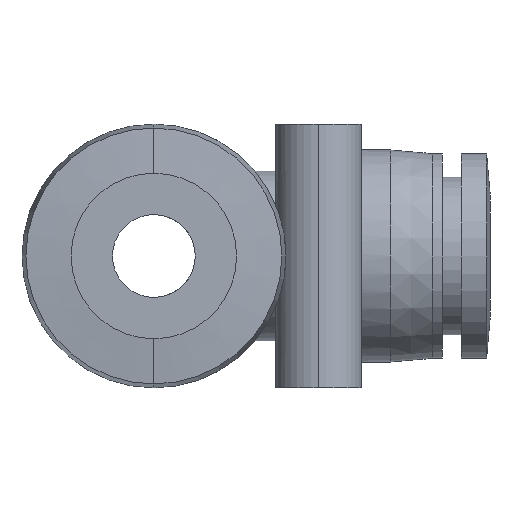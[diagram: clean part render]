
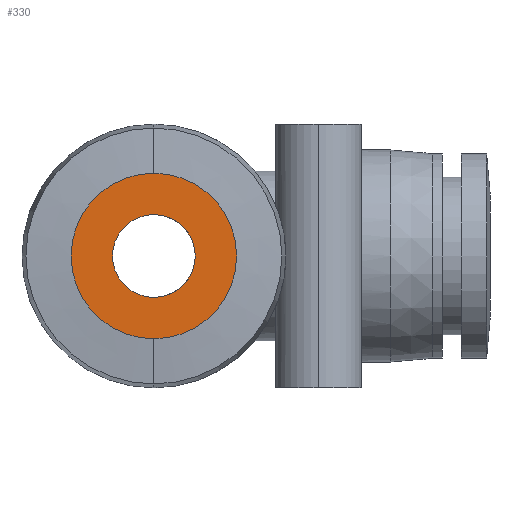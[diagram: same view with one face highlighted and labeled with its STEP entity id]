
A CAD part, left-side view. The second image highlights one B-rep face of the part: STEP entity #330.
In plain terms, the highlighted planar face has unit normal (-1, 0, 0).
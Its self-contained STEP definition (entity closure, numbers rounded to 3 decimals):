
#17 = CARTESIAN_POINT ( 'NONE',  ( -6.7, 0., 0. ) ) ;
#106 = AXIS2_PLACEMENT_3D ( 'NONE', #2295, #934, #2528 ) ;
#260 = DIRECTION ( 'NONE',  ( 0., 0., 1. ) ) ;
#273 = VERTEX_POINT ( 'NONE', #921 ) ;
#330 = ADVANCED_FACE ( 'NONE', ( #1651, #1951 ), #709, .T. ) ;
#427 = DIRECTION ( 'NONE',  ( 0., 0., 1. ) ) ;
#428 = CIRCLE ( 'NONE', #2913, 4. ) ;
#456 = CARTESIAN_POINT ( 'NONE',  ( -6.7, 0., -4. ) ) ;
#473 = ORIENTED_EDGE ( 'NONE', *, *, #1334, .F. ) ;
#622 = DIRECTION ( 'NONE',  ( 0., 0., 1. ) ) ;
#645 = DIRECTION ( 'NONE',  ( 0., 0., 1. ) ) ;
#651 = DIRECTION ( 'NONE',  ( -1., 0., 0. ) ) ;
#709 = PLANE ( 'NONE',  #1844 ) ;
#732 = CARTESIAN_POINT ( 'NONE',  ( -6.7, 0., 0. ) ) ;
#765 = DIRECTION ( 'NONE',  ( -1., 0., 0. ) ) ;
#820 = CARTESIAN_POINT ( 'NONE',  ( -6.7, 0., 0. ) ) ;
#844 = ORIENTED_EDGE ( 'NONE', *, *, #1277, .F. ) ;
#921 = CARTESIAN_POINT ( 'NONE',  ( -6.7, 0., -8. ) ) ;
#927 = VERTEX_POINT ( 'NONE', #456 ) ;
#934 = DIRECTION ( 'NONE',  ( -1., 0., 0. ) ) ;
#939 = CARTESIAN_POINT ( 'NONE',  ( -6.7, 0., 8. ) ) ;
#944 = CARTESIAN_POINT ( 'NONE',  ( -6.7, 0., 4. ) ) ;
#948 = AXIS2_PLACEMENT_3D ( 'NONE', #1627, #1614, #427 ) ;
#1031 = VERTEX_POINT ( 'NONE', #939 ) ;
#1277 = EDGE_CURVE ( 'NONE', #2557, #927, #428, .T. ) ;
#1287 = CIRCLE ( 'NONE', #106, 8. ) ;
#1334 = EDGE_CURVE ( 'NONE', #927, #2557, #1444, .T. ) ;
#1406 = CIRCLE ( 'NONE', #1999, 8. ) ;
#1444 = CIRCLE ( 'NONE', #948, 4. ) ;
#1525 = EDGE_LOOP ( 'NONE', ( #473, #844 ) ) ;
#1558 = EDGE_LOOP ( 'NONE', ( #2533, #2240 ) ) ;
#1614 = DIRECTION ( 'NONE',  ( -1., 0., 0. ) ) ;
#1627 = CARTESIAN_POINT ( 'NONE',  ( -6.7, 0., 0. ) ) ;
#1651 = FACE_BOUND ( 'NONE', #1525, .T. ) ;
#1701 = DIRECTION ( 'NONE',  ( -1., 0., 0. ) ) ;
#1844 = AXIS2_PLACEMENT_3D ( 'NONE', #732, #651, #645 ) ;
#1936 = EDGE_CURVE ( 'NONE', #1031, #273, #1287, .T. ) ;
#1951 = FACE_OUTER_BOUND ( 'NONE', #1558, .T. ) ;
#1999 = AXIS2_PLACEMENT_3D ( 'NONE', #17, #1701, #260 ) ;
#2088 = EDGE_CURVE ( 'NONE', #273, #1031, #1406, .T. ) ;
#2240 = ORIENTED_EDGE ( 'NONE', *, *, #2088, .T. ) ;
#2295 = CARTESIAN_POINT ( 'NONE',  ( -6.7, 0., 0. ) ) ;
#2528 = DIRECTION ( 'NONE',  ( 0., 0., 1. ) ) ;
#2533 = ORIENTED_EDGE ( 'NONE', *, *, #1936, .T. ) ;
#2557 = VERTEX_POINT ( 'NONE', #944 ) ;
#2913 = AXIS2_PLACEMENT_3D ( 'NONE', #820, #765, #622 ) ;
